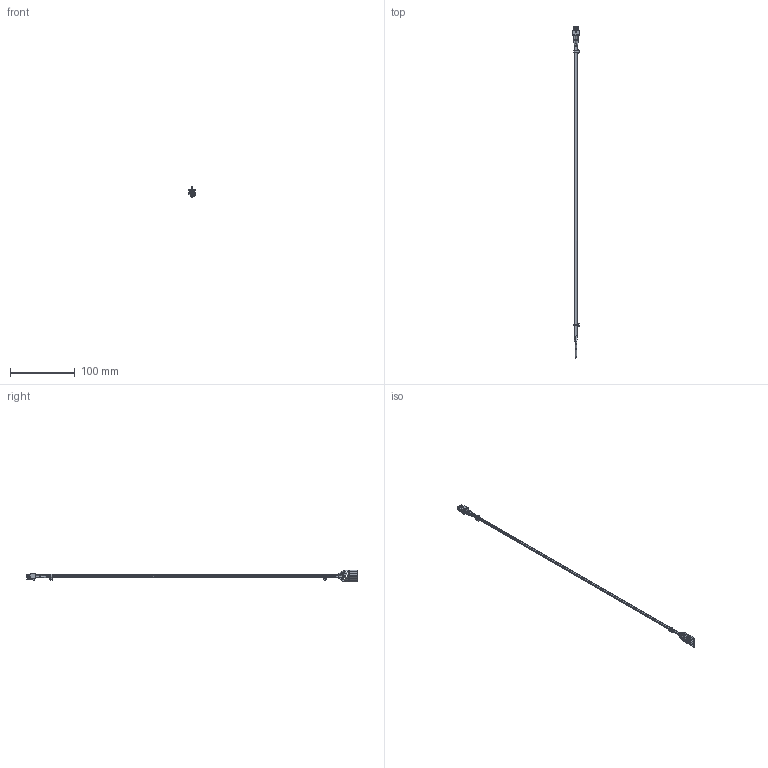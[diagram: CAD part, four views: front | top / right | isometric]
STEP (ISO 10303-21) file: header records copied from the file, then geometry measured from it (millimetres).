
FILE_DESCRIPTION(/* description */ (''),/* implementation_level */ '2;1');
FILE_NAME(/* name */ 'ECM302506RW.stp',/* time_stamp */ '2025-10-21T14:11:38-05:00',/* author */ ('mroman'),/* organization */ (''),/* preprocessor_version */ 'ST-DEVELOPER v18.1',/* originating_system */ 'Autodesk Inventor 2022',/* authorisation */ '');
FILE_SCHEMA (('AUTOMOTIVE_DESIGN { 1 0 10303 214 3 1 1 }'));
Products named in the file (1): ECM302506RW
Bounding box: 10 x 514 x 17.32 mm (x, y, z)
Volume: 6569.9 mm3; surface area: 17447.8 mm2
Topology: 3 solids, 3 shells, 1904 faces, 5051 edges, 3149 vertices
Faces by surface type: plane 940, cylinder 664, bspline 134, torus 134, sphere 16, cone 16
Full cylindrical faces by diameter (mm): 0.4 x48, 0.762 x6, 1.575 x32
Entity records: 65168 total; most frequent: CARTESIAN_POINT 17392, ORIENTED_EDGE 10112, DIRECTION 9883, EDGE_CURVE 5056, AXIS2_PLACEMENT_3D 3296, LINE 3291, VECTOR 3291, VERTEX_POINT 3149
